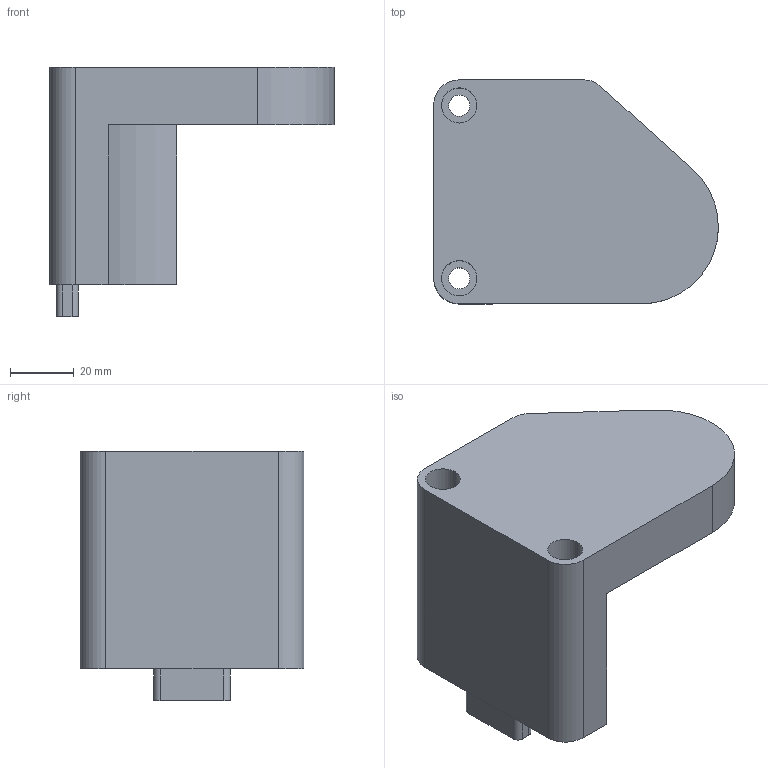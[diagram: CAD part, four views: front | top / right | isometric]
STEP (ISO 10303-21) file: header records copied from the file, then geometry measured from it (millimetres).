
FILE_DESCRIPTION (( 'STEP AP214' ), '1' );
FILE_NAME ('UTCrawlV1-USI-008-chape-roue-droite.STEP', '2019-10-04T08:38:26', ( '' ), ( '' ), 'SwSTEP 2.0', 'SolidWorks 2018', '' );
FILE_SCHEMA (( 'AUTOMOTIVE_DESIGN' ));
Length unit declared in the file: millimetre
Products named in the file (1): UTCrawlV1-USI-008-chape-roue-droite
Bounding box: 88.99 x 70 x 78 mm (x, y, z)
Volume: 133729.4 mm3; surface area: 31790 mm2
Topology: 1 solids, 1 shells, 40 faces, 97 edges, 64 vertices
Faces by surface type: cylinder 22, plane 16, cone 2
Entity records: 1233 total; most frequent: DIRECTION 225, CARTESIAN_POINT 202, ORIENTED_EDGE 194, EDGE_CURVE 97, AXIS2_PLACEMENT_3D 87, VERTEX_POINT 64, LINE 51, VECTOR 51
